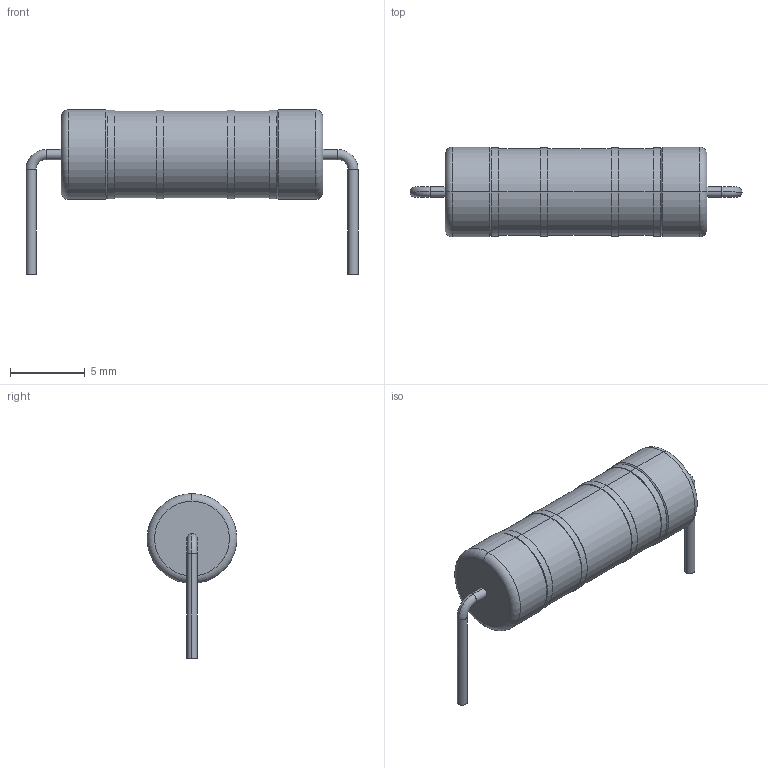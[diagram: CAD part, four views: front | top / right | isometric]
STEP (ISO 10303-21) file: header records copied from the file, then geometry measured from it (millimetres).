
FILE_DESCRIPTION (( 'STEP AP214' ), '1' );
FILE_NAME ('RES-TH_BD6.0-L17.5-P21.50-D0.7.step', '2022-07-28T09:18:24', ( '' ), ( '' ), 'SwSTEP 2.0', 'SolidWorks 2020', '' );
FILE_SCHEMA (( 'AUTOMOTIVE_DESIGN' ));
Length unit declared in the file: millimetre
Products named in the file (1): RES-TH_BD6.0-L17.5-P21.50-D0.7
Bounding box: 22.18 x 6 x 11 mm (x, y, z)
Volume: 480.5 mm3; surface area: 421.4 mm2
Topology: 1 solids, 1 shells, 274 faces, 713 edges, 470 vertices
Faces by surface type: plane 119, bspline 98, cylinder 45, torus 8, cone 4
Entity records: 13059 total; most frequent: CARTESIAN_POINT 4532, ORIENTED_EDGE 1426, DIRECTION 725, EDGE_CURVE 713, VERTEX_POINT 470, EDGE_LOOP 303, UNCERTAINTY_MEASURE_WITH_UNIT 277, SURFACE_SIDE_STYLE 276
